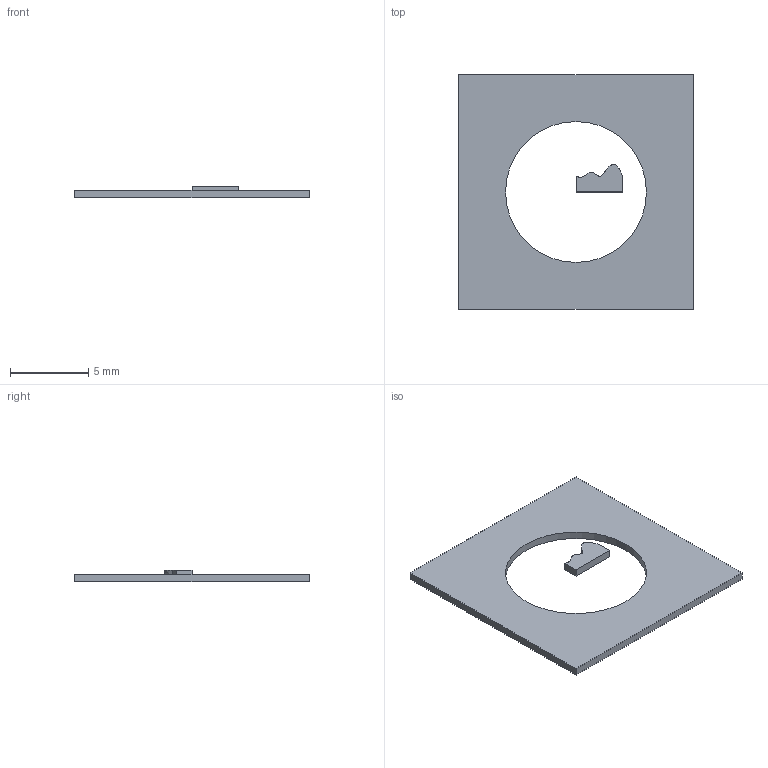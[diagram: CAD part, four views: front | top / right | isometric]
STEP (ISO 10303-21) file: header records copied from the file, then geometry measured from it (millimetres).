
FILE_DESCRIPTION(('Open CASCADE Model'),'2;1');
FILE_NAME('Open CASCADE Shape Model','2024-06-05T15:04:40',('Author'),( 'Open CASCADE'),'Open CASCADE STEP processor 7.7','Open CASCADE 7.7' ,'Unknown');
FILE_SCHEMA(('AUTOMOTIVE_DESIGN { 1 0 10303 214 1 1 1 1 }'));
Length unit declared in the file: millimetre
Products named in the file (5): 8ce2a114-2344-11ef-9ebd-a434d95c2a9c; 8ce2a2ea-2344-11ef-9ebd-a434d95c2a9c; 8ce2a2ea-2344-11ef-9ebd-a434d95c2a9c_part; 8ce2a3f8-2344-11ef-9ebd-a434d95c2a9c; 8ce2a3f8-2344-11ef-9ebd-a434d95c2a9c_part
Assembly tree (4 placements, depth 3):
  8ce2a114-2344-11ef-9ebd-a434d95c2a9c
    8ce2a2ea-2344-11ef-9ebd-a434d95c2a9c
      8ce2a2ea-2344-11ef-9ebd-a434d95c2a9c_part
    8ce2a3f8-2344-11ef-9ebd-a434d95c2a9c
      8ce2a3f8-2344-11ef-9ebd-a434d95c2a9c_part
Bounding box: 15 x 15 x 0.75 mm (x, y, z)
Volume: 82.6 mm3; surface area: 378.9 mm2
Topology: 2 solids, 2 shells, 13 faces, 27 edges, 18 vertices
Faces by surface type: plane 11, cylinder 1, extrusion 1
Full cylindrical faces by diameter (mm): 9 x1
Entity records: 821 total; most frequent: CARTESIAN_POINT 174, DIRECTION 112, VECTOR 74, LINE 73, ORIENTED_EDGE 54, PCURVE 54, DEFINITIONAL_REPRESENTATION 54, EDGE_CURVE 27
